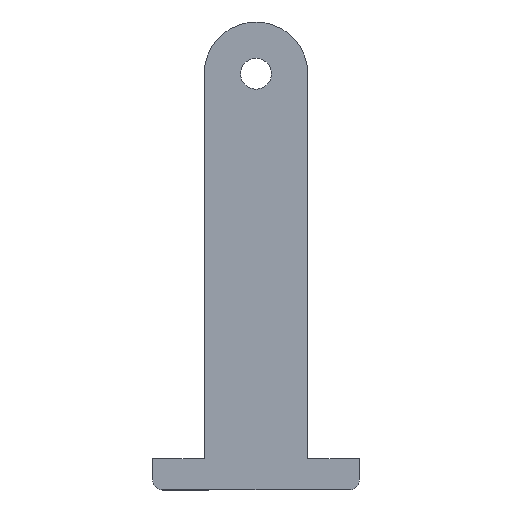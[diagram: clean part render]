
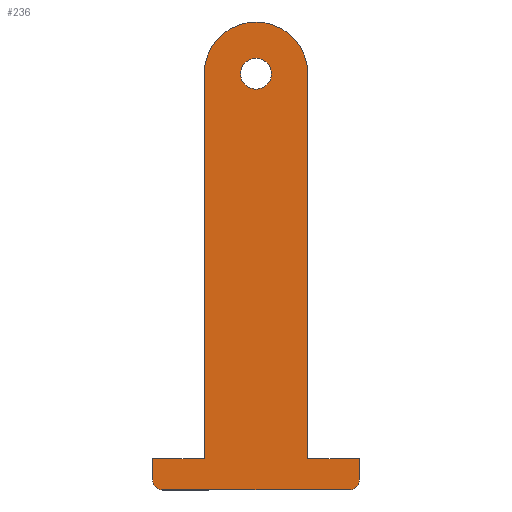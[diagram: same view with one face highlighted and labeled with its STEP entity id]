
A CAD part, top view. The second image highlights one B-rep face of the part: STEP entity #236.
In plain terms, the highlighted planar face has unit normal (0, 0, 1).
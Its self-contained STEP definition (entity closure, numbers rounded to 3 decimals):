
#15=FACE_BOUND('',#43,.T.);
#19=PLANE('',#253);
#29=FACE_OUTER_BOUND('',#42,.T.);
#42=EDGE_LOOP('',(#174,#175,#176,#177,#178,#179,#180,#181,#182,#183));
#43=EDGE_LOOP('',(#184));
#58=LINE('',#350,#82);
#61=LINE('',#356,#85);
#62=LINE('',#358,#86);
#63=LINE('',#360,#87);
#64=LINE('',#364,#88);
#65=LINE('',#366,#89);
#66=LINE('',#368,#90);
#82=VECTOR('',#282,18.);
#85=VECTOR('',#287,2.);
#86=VECTOR('',#288,5.);
#87=VECTOR('',#289,37.25);
#88=VECTOR('',#292,37.25);
#89=VECTOR('',#293,5.);
#90=VECTOR('',#294,2.);
#105=CIRCLE('',#251,1.);
#106=CIRCLE('',#254,5.);
#107=CIRCLE('',#255,1.);
#108=CIRCLE('',#256,1.5);
#114=VERTEX_POINT('',#343);
#115=VERTEX_POINT('',#345);
#116=VERTEX_POINT('',#349);
#118=VERTEX_POINT('',#355);
#119=VERTEX_POINT('',#357);
#120=VERTEX_POINT('',#359);
#121=VERTEX_POINT('',#361);
#122=VERTEX_POINT('',#363);
#123=VERTEX_POINT('',#365);
#124=VERTEX_POINT('',#367);
#125=VERTEX_POINT('',#370);
#136=EDGE_CURVE('',#114,#115,#105,.T.);
#138=EDGE_CURVE('',#116,#115,#58,.T.);
#141=EDGE_CURVE('',#114,#118,#61,.T.);
#142=EDGE_CURVE('',#118,#119,#62,.T.);
#143=EDGE_CURVE('',#119,#120,#63,.T.);
#144=EDGE_CURVE('',#120,#121,#106,.T.);
#145=EDGE_CURVE('',#121,#122,#64,.T.);
#146=EDGE_CURVE('',#122,#123,#65,.T.);
#147=EDGE_CURVE('',#123,#124,#66,.T.);
#148=EDGE_CURVE('',#116,#124,#107,.T.);
#149=EDGE_CURVE('',#125,#125,#108,.T.);
#174=ORIENTED_EDGE('',*,*,#136,.F.);
#175=ORIENTED_EDGE('',*,*,#141,.T.);
#176=ORIENTED_EDGE('',*,*,#142,.T.);
#177=ORIENTED_EDGE('',*,*,#143,.T.);
#178=ORIENTED_EDGE('',*,*,#144,.T.);
#179=ORIENTED_EDGE('',*,*,#145,.T.);
#180=ORIENTED_EDGE('',*,*,#146,.T.);
#181=ORIENTED_EDGE('',*,*,#147,.T.);
#182=ORIENTED_EDGE('',*,*,#148,.F.);
#183=ORIENTED_EDGE('',*,*,#138,.T.);
#184=ORIENTED_EDGE('',*,*,#149,.T.);
#236=ADVANCED_FACE('',(#29,#15),#19,.T.);
#251=AXIS2_PLACEMENT_3D('',#346,#277,#278);
#253=AXIS2_PLACEMENT_3D('',#354,#285,#286);
#254=AXIS2_PLACEMENT_3D('',#362,#290,#291);
#255=AXIS2_PLACEMENT_3D('',#369,#295,#296);
#256=AXIS2_PLACEMENT_3D('',#371,#297,#298);
#277=DIRECTION('center_axis',(0.,0.,-1.));
#278=DIRECTION('ref_axis',(0.707,-0.707,0.));
#282=DIRECTION('',(1.,0.,0.));
#285=DIRECTION('center_axis',(0.,0.,1.));
#286=DIRECTION('ref_axis',(1.,0.,0.));
#287=DIRECTION('',(0.,1.,0.));
#288=DIRECTION('',(-1.,0.,0.));
#289=DIRECTION('',(0.,1.,0.));
#290=DIRECTION('center_axis',(0.,0.,1.));
#291=DIRECTION('ref_axis',(1.,0.,0.));
#292=DIRECTION('',(0.,-1.,0.));
#293=DIRECTION('',(-1.,0.,0.));
#294=DIRECTION('',(0.,-1.,0.));
#295=DIRECTION('center_axis',(0.,0.,-1.));
#296=DIRECTION('ref_axis',(-0.707,-0.707,0.));
#297=DIRECTION('center_axis',(0.,0.,-1.));
#298=DIRECTION('ref_axis',(-1.,0.,0.));
#343=CARTESIAN_POINT('',(10.,-8.,3.));
#345=CARTESIAN_POINT('',(9.,-9.,3.));
#346=CARTESIAN_POINT('Origin',(9.,-8.,3.));
#349=CARTESIAN_POINT('',(-9.,-9.,3.));
#350=CARTESIAN_POINT('',(-10.,-9.,3.));
#354=CARTESIAN_POINT('Origin',(0.,13.359,3.));
#355=CARTESIAN_POINT('',(10.,-6.,3.));
#356=CARTESIAN_POINT('',(10.,-9.,3.));
#357=CARTESIAN_POINT('',(5.,-6.,3.));
#358=CARTESIAN_POINT('',(10.,-6.,3.));
#359=CARTESIAN_POINT('',(5.,31.25,3.));
#360=CARTESIAN_POINT('',(5.,-6.,3.));
#361=CARTESIAN_POINT('',(-5.,31.25,3.));
#362=CARTESIAN_POINT('Origin',(0.,31.25,3.));
#363=CARTESIAN_POINT('',(-5.,-6.,3.));
#364=CARTESIAN_POINT('',(-5.,31.25,3.));
#365=CARTESIAN_POINT('',(-10.,-6.,3.));
#366=CARTESIAN_POINT('',(10.,-6.,3.));
#367=CARTESIAN_POINT('',(-10.,-8.,3.));
#368=CARTESIAN_POINT('',(-10.,-6.,3.));
#369=CARTESIAN_POINT('Origin',(-9.,-8.,3.));
#370=CARTESIAN_POINT('',(1.5,31.25,3.));
#371=CARTESIAN_POINT('Origin',(0.,31.25,3.));
